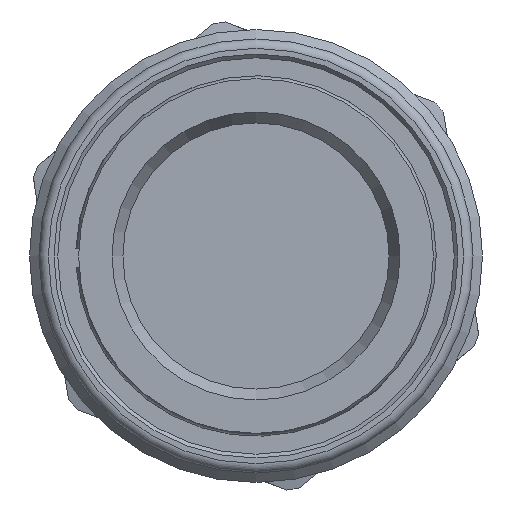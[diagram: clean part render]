
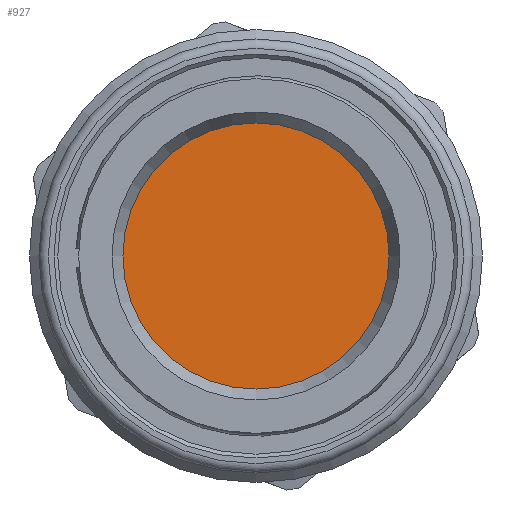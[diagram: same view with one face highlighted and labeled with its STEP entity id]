
A CAD part, left-side view. The second image highlights one B-rep face of the part: STEP entity #927.
In plain terms, the highlighted planar face has unit normal (-1, 0, 0).
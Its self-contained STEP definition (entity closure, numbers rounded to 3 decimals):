
#233=FACE_OUTER_BOUND('',#293,.T.);
#293=EDGE_LOOP('',(#643));
#362=CIRCLE('',#1006,7.05);
#428=VERTEX_POINT('',#1431);
#510=EDGE_CURVE('',#428,#428,#362,.T.);
#643=ORIENTED_EDGE('',*,*,#510,.F.);
#909=PLANE('',#1005);
#927=ADVANCED_FACE('',(#233),#909,.T.);
#1005=AXIS2_PLACEMENT_3D('',#1430,#1135,#1136);
#1006=AXIS2_PLACEMENT_3D('',#1432,#1137,#1138);
#1135=DIRECTION('center_axis',(-1.,0.,0.));
#1136=DIRECTION('ref_axis',(0.,0.,1.));
#1137=DIRECTION('center_axis',(1.,0.,0.));
#1138=DIRECTION('ref_axis',(0.,0.,1.));
#1430=CARTESIAN_POINT('Origin',(26.57,0.,0.));
#1431=CARTESIAN_POINT('',(26.57,-7.05,0.));
#1432=CARTESIAN_POINT('Origin',(26.57,0.,0.));
